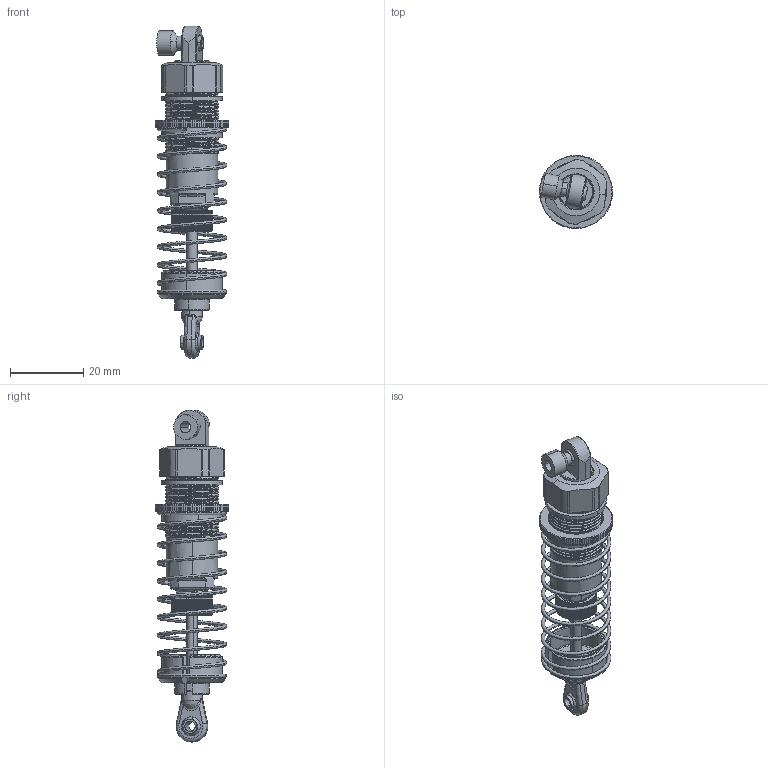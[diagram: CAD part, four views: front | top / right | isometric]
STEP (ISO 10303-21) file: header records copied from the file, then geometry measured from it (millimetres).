
FILE_DESCRIPTION(('FreeCAD Model'),'2;1');
FILE_NAME('Open CASCADE Shape Model','2025-04-17T10:59:27',('FreeCAD'),( 'FreeCAD'),'Open CASCADE STEP processor 7.6','FreeCAD','Unknown');
FILE_SCHEMA(('AUTOMOTIVE_DESIGN { 1 0 10303 214 1 1 1 1 }'));
Products named in the file (1): Open CASCADE STEP translator 7.6 1
Bounding box: 19.98 x 19.98 x 90.73 mm (x, y, z)
Volume: 5821 mm3; surface area: 13015.6 mm2
Topology: 19 solids, 20 shells, 1570 faces, 4572 edges, 3046 vertices
Faces by surface type: bspline 1570
Entity records: 257693 total; most frequent: CARTESIAN_POINT 231881, ORIENTED_EDGE 9118, EDGE_CURVE 4559, B_SPLINE_CURVE_WITH_KNOTS 3349, VERTEX_POINT 3046, FACE_BOUND 1623, EDGE_LOOP 1623, ADVANCED_FACE 1570
